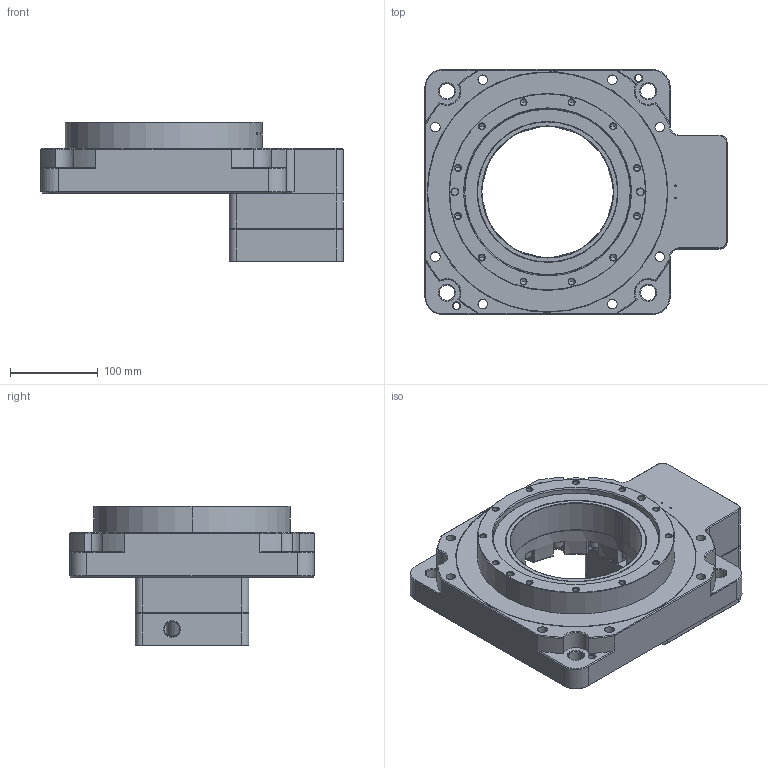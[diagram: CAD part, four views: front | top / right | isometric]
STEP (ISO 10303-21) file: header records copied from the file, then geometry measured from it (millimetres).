
FILE_DESCRIPTION(/* description */ (''),/* implementation_level */ '2;1');
FILE_NAME(/* name */ 'DTN280-10_18_-19-58-85-93-M8.stp',/* time_stamp */ '2021-02-27T16:10:20+08:00',/* author */ (''),/* organization */ (''),/* preprocessor_version */ 'ST-DEVELOPER v16',/* originating_system */ 'SIEMENS PLM Software NX 10.0',/* authorisation */ '');
FILE_SCHEMA (('AUTOMOTIVE_DESIGN { 1 0 10303 214 3 1 1 1 }'));
Products named in the file (1): prt0002_stp
Bounding box: 345 x 280 x 159.5 mm (x, y, z)
Surface area: 421953.9 mm2 (no closed solid volume)
Topology: 0 solids, 452 shells, 1546 faces, 4991 edges, 3899 vertices
Faces by surface type: plane 660, cylinder 459, cone 401, torus 24, sphere 2
Entity records: 75266 total; most frequent: CARTESIAN_POINT 21425, ORIENTED_EDGE 7654, DIRECTION 6880, EDGE_CURVE 4909, VERTEX_POINT 3899, AXIS2_PLACEMENT_3D 2720, B_SPLINE_CURVE_WITH_KNOTS 2296, PRESENTATION_STYLE_ASSIGNMENT 1998
